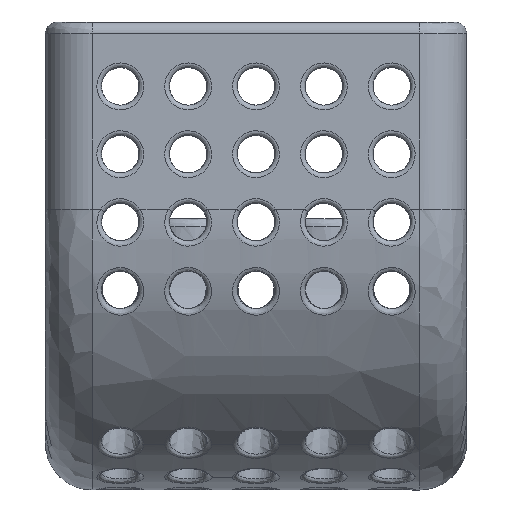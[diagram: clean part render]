
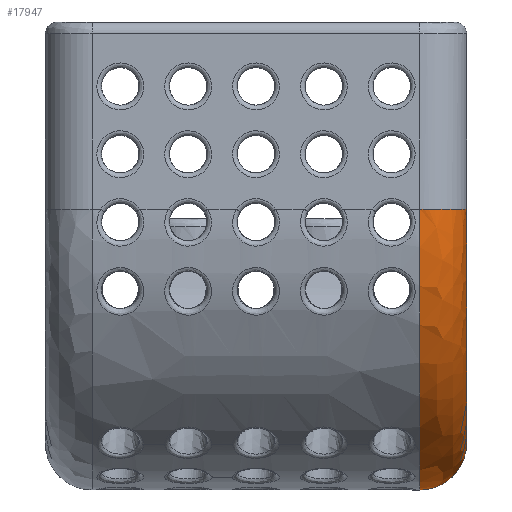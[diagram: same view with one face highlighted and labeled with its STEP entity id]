
A CAD part, left-side view. The second image highlights one B-rep face of the part: STEP entity #17947.
In plain terms, the highlighted free-form (B-spline) face has degree [2, 2] with [3, 3] control points.
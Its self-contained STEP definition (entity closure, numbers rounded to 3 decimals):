
#886 = VERTEX_POINT('',#887);
#887 = CARTESIAN_POINT('',(-21.126,-22.406,
    0.));
#6556 = EDGE_CURVE('',#6557,#886,#6559,.T.);
#6557 = VERTEX_POINT('',#6558);
#6558 = CARTESIAN_POINT('',(-59.536,-22.406,
    38.41));
#6559 = ( BOUNDED_CURVE() B_SPLINE_CURVE(2,(#6560,#6561,#6562),
.UNSPECIFIED.,.F.,.F.) B_SPLINE_CURVE_WITH_KNOTS((3,3),(0.,
1.571),.PIECEWISE_BEZIER_KNOTS.) CURVE() 
GEOMETRIC_REPRESENTATION_ITEM() RATIONAL_B_SPLINE_CURVE((1.,
0.707,1.)) REPRESENTATION_ITEM('') );
#6560 = CARTESIAN_POINT('',(-59.536,-22.406,
    38.41));
#6561 = CARTESIAN_POINT('',(-59.536,-22.406,0.));
#6562 = CARTESIAN_POINT('',(-21.126,-22.406,0.));
#9818 = VERTEX_POINT('',#9819);
#9819 = CARTESIAN_POINT('',(-21.126,-28.808,
    6.402));
#9826 = EDGE_CURVE('',#9818,#886,#9827,.T.);
#9827 = ( BOUNDED_CURVE() B_SPLINE_CURVE(2,(#9828,#9829,#9830),
.UNSPECIFIED.,.F.,.F.) B_SPLINE_CURVE_WITH_KNOTS((3,3),(0.,
1.571),.PIECEWISE_BEZIER_KNOTS.) CURVE() 
GEOMETRIC_REPRESENTATION_ITEM() RATIONAL_B_SPLINE_CURVE((1.,
0.707,1.)) REPRESENTATION_ITEM('') );
#9828 = CARTESIAN_POINT('',(-21.126,-28.808,
    6.402));
#9829 = CARTESIAN_POINT('',(-21.126,-28.808,
    0.));
#9830 = CARTESIAN_POINT('',(-21.126,-22.406,0.));
#17947 = ADVANCED_FACE('',(#17948),#17966,.T.);
#17948 = FACE_BOUND('',#17949,.T.);
#17949 = EDGE_LOOP('',(#17950,#17958,#17964,#17965));
#17950 = ORIENTED_EDGE('',*,*,#17951,.F.);
#17951 = EDGE_CURVE('',#17952,#9818,#17954,.T.);
#17952 = VERTEX_POINT('',#17953);
#17953 = CARTESIAN_POINT('',(-53.134,-28.808,
    38.41));
#17954 = ( BOUNDED_CURVE() B_SPLINE_CURVE(2,(#17955,#17956,#17957),
.UNSPECIFIED.,.F.,.F.) B_SPLINE_CURVE_WITH_KNOTS((3,3),(0.,
1.571),.PIECEWISE_BEZIER_KNOTS.) CURVE() 
GEOMETRIC_REPRESENTATION_ITEM() RATIONAL_B_SPLINE_CURVE((1.,
0.707,1.)) REPRESENTATION_ITEM('') );
#17955 = CARTESIAN_POINT('',(-53.134,-28.808,
    38.41));
#17956 = CARTESIAN_POINT('',(-53.134,-28.808,
    6.402));
#17957 = CARTESIAN_POINT('',(-21.126,-28.808,
    6.402));
#17958 = ORIENTED_EDGE('',*,*,#17959,.T.);
#17959 = EDGE_CURVE('',#17952,#6557,#17960,.T.);
#17960 = ( BOUNDED_CURVE() B_SPLINE_CURVE(2,(#17961,#17962,#17963),
.UNSPECIFIED.,.F.,.F.) B_SPLINE_CURVE_WITH_KNOTS((3,3),(0.,
1.571),.PIECEWISE_BEZIER_KNOTS.) CURVE() 
GEOMETRIC_REPRESENTATION_ITEM() RATIONAL_B_SPLINE_CURVE((1.,
0.707,1.)) REPRESENTATION_ITEM('') );
#17961 = CARTESIAN_POINT('',(-53.134,-28.808,
    38.41));
#17962 = CARTESIAN_POINT('',(-59.536,-28.808,
    38.41));
#17963 = CARTESIAN_POINT('',(-59.536,-22.406,
    38.41));
#17964 = ORIENTED_EDGE('',*,*,#6556,.T.);
#17965 = ORIENTED_EDGE('',*,*,#9826,.F.);
#17966 = ( BOUNDED_SURFACE() B_SPLINE_SURFACE(2,2,(
    (#17967,#17968,#17969)
    ,(#17970,#17971,#17972)
    ,(#17973,#17974,#17975
)),.UNSPECIFIED.,.F.,.F.,.F.) B_SPLINE_SURFACE_WITH_KNOTS((3,3),(3,3),(
    0.4,1.971),(0.,1.571),.PIECEWISE_BEZIER_KNOTS.) 
GEOMETRIC_REPRESENTATION_ITEM() RATIONAL_B_SPLINE_SURFACE((
    (1.,0.707,1.)
    ,(0.707,0.5,0.707)
,(1.,0.707,1.))) REPRESENTATION_ITEM('') SURFACE() );
#17967 = CARTESIAN_POINT('',(-59.536,-22.406,
    38.41));
#17968 = CARTESIAN_POINT('',(-59.536,-28.808,
    38.41));
#17969 = CARTESIAN_POINT('',(-53.134,-28.808,
    38.41));
#17970 = CARTESIAN_POINT('',(-59.536,-22.406,
    0.));
#17971 = CARTESIAN_POINT('',(-59.536,-28.808,
    0.));
#17972 = CARTESIAN_POINT('',(-53.134,-28.808,
    6.402));
#17973 = CARTESIAN_POINT('',(-21.126,-22.406,
    0.));
#17974 = CARTESIAN_POINT('',(-21.126,-28.808,
    0.));
#17975 = CARTESIAN_POINT('',(-21.126,-28.808,
    6.402));
